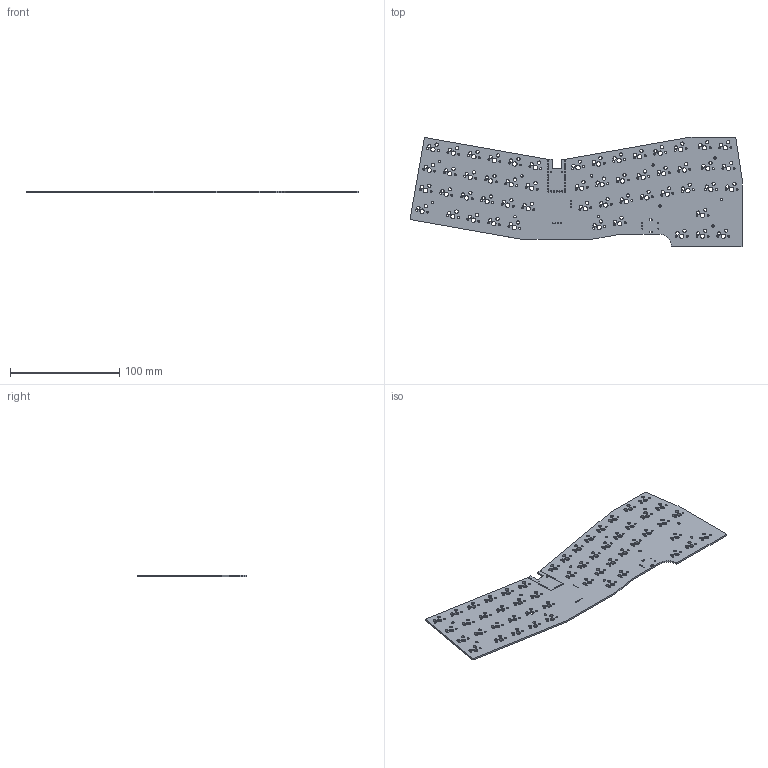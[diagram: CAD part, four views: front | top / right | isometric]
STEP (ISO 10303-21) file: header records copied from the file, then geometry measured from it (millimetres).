
FILE_DESCRIPTION(('KiCad electronic assembly'),'2;1');
FILE_NAME('pcb.step','2023-03-02T21:48:19',('Pcbnew'),('Kicad'), 'Open CASCADE STEP processor 7.6','KiCad to STEP converter','Unknown' );
FILE_SCHEMA(('AUTOMOTIVE_DESIGN { 1 0 10303 214 1 1 1 1 }'));
Length unit declared in the file: millimetre
Products named in the file (2): pcb 1; pcb PCB
Assembly tree (1 placements, depth 2):
  pcb 1
    pcb PCB
Bounding box: 303.68 x 99.87 x 1.6 mm (x, y, z)
Volume: 36100.8 mm3; surface area: 50365.1 mm2
Topology: 1 solids, 1 shells, 347 faces, 1035 edges, 690 vertices
Faces by surface type: cylinder 324, plane 23
Full cylindrical faces by diameter (mm): 1 x12, 1.092 x31, 1.75 x106, 2.2 x11, 3 x106, 3.988 x53
Entity records: 26843 total; most frequent: DIRECTION 4451, CARTESIAN_POINT 4144, ORIENTED_EDGE 2070, PCURVE 2070, DEFINITIONAL_REPRESENTATION 2070, LINE 1809, VECTOR 1809, CIRCLE 1296
